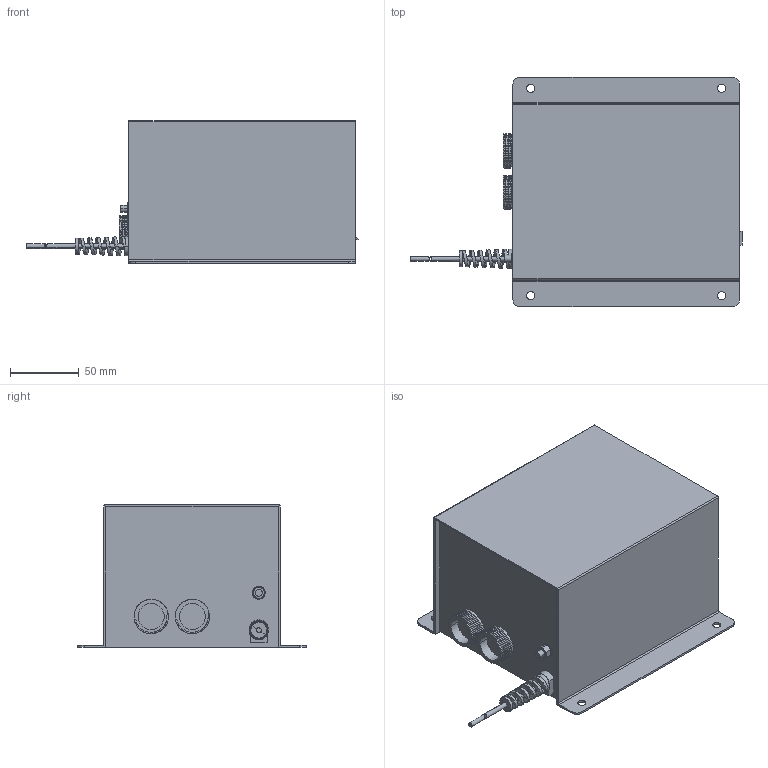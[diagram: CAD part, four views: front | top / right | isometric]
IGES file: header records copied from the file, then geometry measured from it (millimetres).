
Start section: START RECORD GO HERE.
Global section: file name: Haug EN-C - 2.igs; native system: DASSAULT SYSTEMES CATIA V5 R20 - www.3ds.com; preprocessor: CATIA Version 5 Release 20 ; author: DESIGNENG; organization: DESIGNENG; date: 20160307.101446; units: millimetre
Bounding box: 241.87 x 167 x 104 mm (x, y, z)
Volume: 2096598.7 mm3; surface area: 125901.2 mm2
Topology: 3 solids, 3 shells, 465 faces, 1227 edges, 778 vertices
Faces by surface type: plane 199, revolution 175, bspline 89, extrusion 2
